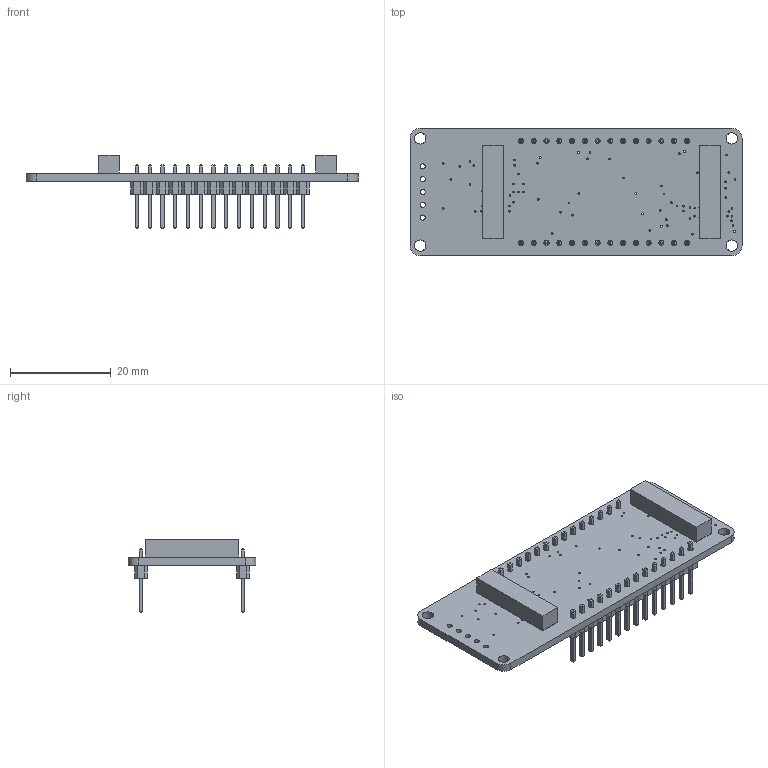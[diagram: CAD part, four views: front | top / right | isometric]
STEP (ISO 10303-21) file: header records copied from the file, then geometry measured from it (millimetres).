
FILE_DESCRIPTION(/* description */ (''),/* implementation_level */ '2;1');
FILE_NAME(/* name */ 'portenta_h7_repin v1.step',/* time_stamp */ '2022-01-17T16:17:54+01:00',/* author */ (''),/* organization */ (''),/* preprocessor_version */ 'ST-DEVELOPER v18.1',/* originating_system */ 'Autodesk Translation Framework v10.10.0.1391',/* authorisation */ '');
FILE_SCHEMA (('AUTOMOTIVE_DESIGN { 1 0 10303 214 3 1 1 }'));
Length unit declared in the file: millimetre
Products named in the file (6): portenta_h7_repin; PCB Component; Board; 1X14 (1); 1X14 (2); HIROSE_DF40C-80DS-0.4V_51HIROSE_DF40C-80DS-0.4V_51_0_0
Assembly tree (6 placements, depth 4):
  portenta_h7_repin
    PCB Component
      Board
        1X14 (1)
        1X14 (2)
      HIROSE_DF40C-80DS-0.4V_51HIROSE_DF40C-80DS-0.4V_51_0_0  x2
Bounding box: 66.04 x 25.4 x 14.53 mm (x, y, z)
Volume: 3622.7 mm3; surface area: 6280.4 mm2
Topology: 7 solids, 7 shells, 823 faces, 2035 edges, 1282 vertices
Faces by surface type: plane 710, cylinder 113
Full cylindrical faces by diameter (mm): 0.35 x72, 1.016 x33, 2.261 x4
Entity records: 25040 total; most frequent: CARTESIAN_POINT 4126, ORIENTED_EDGE 4046, DIRECTION 3907, EDGE_CURVE 2023, LINE 1797, VECTOR 1797, VERTEX_POINT 1274, EDGE_LOOP 1091
